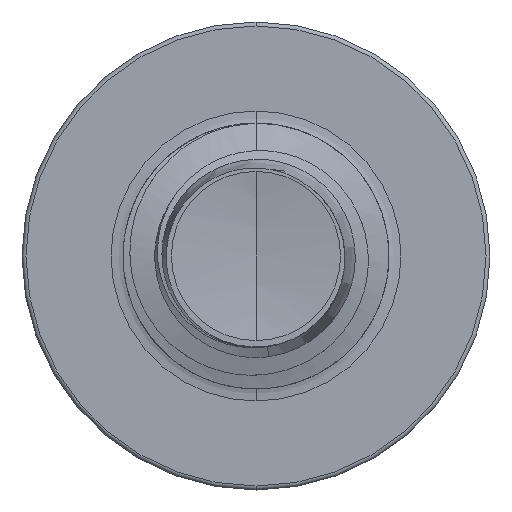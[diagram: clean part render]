
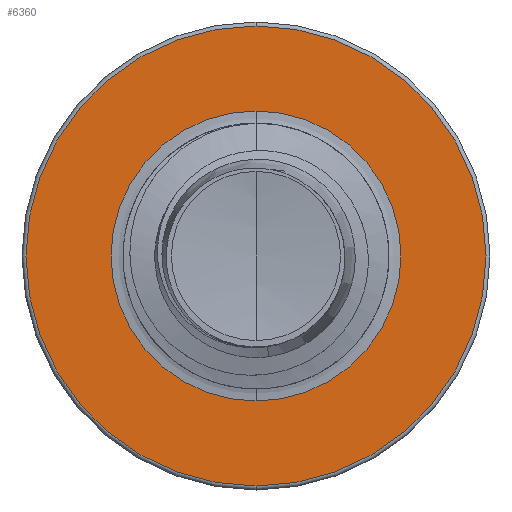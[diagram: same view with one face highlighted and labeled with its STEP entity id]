
A CAD part, front view. The second image highlights one B-rep face of the part: STEP entity #6360.
In plain terms, the highlighted planar face has unit normal (0, -1, 0).
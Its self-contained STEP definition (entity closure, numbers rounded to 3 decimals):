
#578 = EDGE_CURVE ( 'NONE', #6021, #5243, #6205, .T. ) ;
#1150 = VERTEX_POINT ( 'NONE', #5427 ) ;
#1433 = DIRECTION ( 'NONE',  ( 0., 0., 1. ) ) ;
#1569 = EDGE_CURVE ( 'NONE', #15018, #1150, #12446, .T. ) ;
#2049 = ORIENTED_EDGE ( 'NONE', *, *, #6208, .T. ) ;
#2202 = FACE_BOUND ( 'NONE', #11428, .T. ) ;
#3016 = EDGE_LOOP ( 'NONE', ( #13825, #11226 ) ) ;
#3433 = CARTESIAN_POINT ( 'NONE',  ( 0., 5., -1.363 ) ) ;
#4033 = AXIS2_PLACEMENT_3D ( 'NONE', #16304, #9530, #1433 ) ;
#4549 = AXIS2_PLACEMENT_3D ( 'NONE', #6024, #5779, #5976 ) ;
#4789 = PLANE ( 'NONE',  #15964 ) ;
#4847 = DIRECTION ( 'NONE',  ( 0., 0., 1. ) ) ;
#5243 = VERTEX_POINT ( 'NONE', #13918 ) ;
#5427 = CARTESIAN_POINT ( 'NONE',  ( 0., 5., -1.363 ) ) ;
#5779 = DIRECTION ( 'NONE',  ( 0., 1., 0. ) ) ;
#5878 = CARTESIAN_POINT ( 'NONE',  ( 0., 5., 0. ) ) ;
#5976 = DIRECTION ( 'NONE',  ( 0., 0., 1. ) ) ;
#6021 = VERTEX_POINT ( 'NONE', #8173 ) ;
#6024 = CARTESIAN_POINT ( 'NONE',  ( 0., 5., 0. ) ) ;
#6205 = CIRCLE ( 'NONE', #15535, 2.163 ) ;
#6208 = EDGE_CURVE ( 'NONE', #1150, #15018, #12409, .T. ) ;
#6360 = ADVANCED_FACE ( 'NONE', ( #15326, #2202 ), #4789, .F. ) ;
#6526 = CARTESIAN_POINT ( 'NONE',  ( 0., 5., 1.363 ) ) ;
#7068 = DIRECTION ( 'NONE',  ( 0., 0., 1. ) ) ;
#8173 = CARTESIAN_POINT ( 'NONE',  ( 0., 5., -2.162 ) ) ;
#8376 = ORIENTED_EDGE ( 'NONE', *, *, #1569, .T. ) ;
#9530 = DIRECTION ( 'NONE',  ( 0., 1., 0. ) ) ;
#9991 = AXIS2_PLACEMENT_3D ( 'NONE', #5878, #14161, #7068 ) ;
#10222 = DIRECTION ( 'NONE',  ( 0., 1., 0. ) ) ;
#11226 = ORIENTED_EDGE ( 'NONE', *, *, #578, .F. ) ;
#11294 = CARTESIAN_POINT ( 'NONE',  ( 0., 5., 0. ) ) ;
#11428 = EDGE_LOOP ( 'NONE', ( #8376, #2049 ) ) ;
#12237 = DIRECTION ( 'NONE',  ( 0., 1., 0. ) ) ;
#12409 = CIRCLE ( 'NONE', #9991, 1.363 ) ;
#12446 = CIRCLE ( 'NONE', #4549, 1.363 ) ;
#13825 = ORIENTED_EDGE ( 'NONE', *, *, #14216, .F. ) ;
#13918 = CARTESIAN_POINT ( 'NONE',  ( 0., 5., 2.163 ) ) ;
#14161 = DIRECTION ( 'NONE',  ( 0., 1., 0. ) ) ;
#14216 = EDGE_CURVE ( 'NONE', #5243, #6021, #14512, .T. ) ;
#14512 = CIRCLE ( 'NONE', #4033, 2.163 ) ;
#14942 = DIRECTION ( 'NONE',  ( 0., 0., 1. ) ) ;
#15018 = VERTEX_POINT ( 'NONE', #6526 ) ;
#15326 = FACE_OUTER_BOUND ( 'NONE', #3016, .T. ) ;
#15535 = AXIS2_PLACEMENT_3D ( 'NONE', #11294, #10222, #14942 ) ;
#15964 = AXIS2_PLACEMENT_3D ( 'NONE', #3433, #12237, #4847 ) ;
#16304 = CARTESIAN_POINT ( 'NONE',  ( 0., 5., 0. ) ) ;
